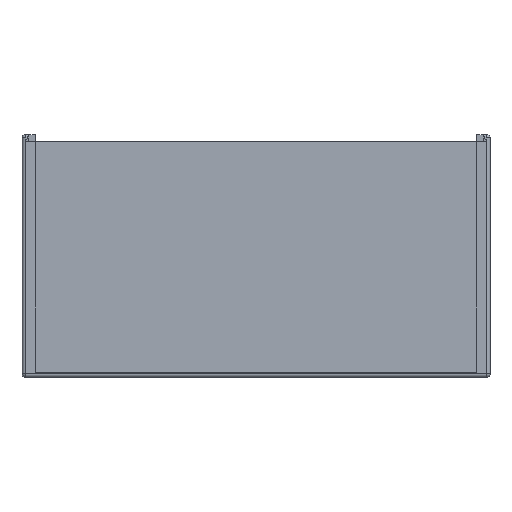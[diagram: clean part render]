
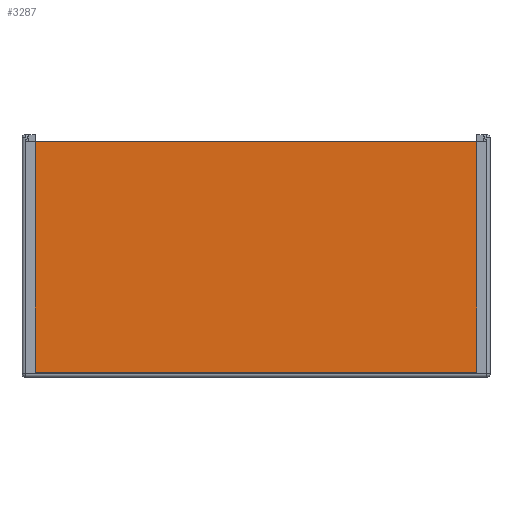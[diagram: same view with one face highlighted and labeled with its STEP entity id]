
A CAD part, top view. The second image highlights one B-rep face of the part: STEP entity #3287.
In plain terms, the highlighted planar face has unit normal (0, 0, 1).
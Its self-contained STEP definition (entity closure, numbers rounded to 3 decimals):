
#147=PLANE('',#3536);
#351=FACE_OUTER_BOUND('',#549,.T.);
#549=EDGE_LOOP('',(#2845,#2846,#2847,#2848));
#913=LINE('',#5129,#1339);
#914=LINE('',#5132,#1340);
#915=LINE('',#5134,#1341);
#916=LINE('',#5135,#1342);
#1339=VECTOR('',#4206,10.);
#1340=VECTOR('',#4209,10.);
#1341=VECTOR('',#4210,10.);
#1342=VECTOR('',#4211,10.);
#1699=VERTEX_POINT('',#5125);
#1700=VERTEX_POINT('',#5127);
#1701=VERTEX_POINT('',#5131);
#1702=VERTEX_POINT('',#5133);
#2109=EDGE_CURVE('',#1699,#1700,#913,.T.);
#2110=EDGE_CURVE('',#1699,#1701,#914,.T.);
#2111=EDGE_CURVE('',#1702,#1700,#915,.T.);
#2112=EDGE_CURVE('',#1701,#1702,#916,.T.);
#2845=ORIENTED_EDGE('',*,*,#2110,.F.);
#2846=ORIENTED_EDGE('',*,*,#2109,.T.);
#2847=ORIENTED_EDGE('',*,*,#2111,.F.);
#2848=ORIENTED_EDGE('',*,*,#2112,.F.);
#3287=ADVANCED_FACE('',(#351),#147,.T.);
#3536=AXIS2_PLACEMENT_3D('',#5130,#4207,#4208);
#4206=DIRECTION('',(0.,1.,0.));
#4207=DIRECTION('center_axis',(0.,0.,1.));
#4208=DIRECTION('ref_axis',(1.,0.,0.));
#4209=DIRECTION('',(-1.,0.,0.));
#4210=DIRECTION('',(1.,0.,0.));
#4211=DIRECTION('',(0.,1.,0.));
#5125=CARTESIAN_POINT('',(86.6,0.,18.5));
#5127=CARTESIAN_POINT('',(86.6,68.5,18.5));
#5129=CARTESIAN_POINT('',(86.6,0.,18.5));
#5130=CARTESIAN_POINT('Origin',(-44.2,0.,18.5));
#5131=CARTESIAN_POINT('',(-44.2,0.,18.5));
#5132=CARTESIAN_POINT('',(-16.2,0.,18.5));
#5133=CARTESIAN_POINT('',(-44.2,68.5,18.5));
#5134=CARTESIAN_POINT('',(-16.2,68.5,18.5));
#5135=CARTESIAN_POINT('',(-44.2,0.,18.5));
